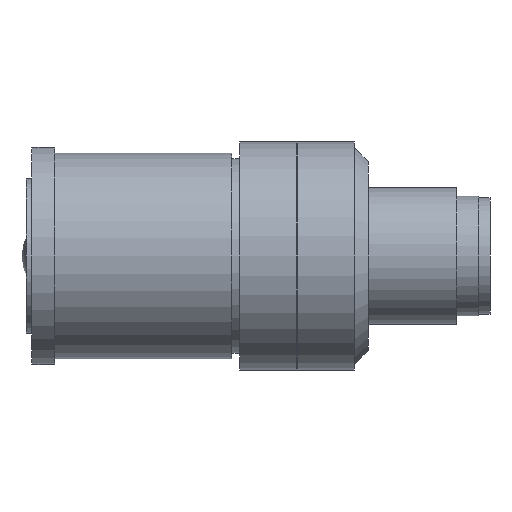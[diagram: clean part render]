
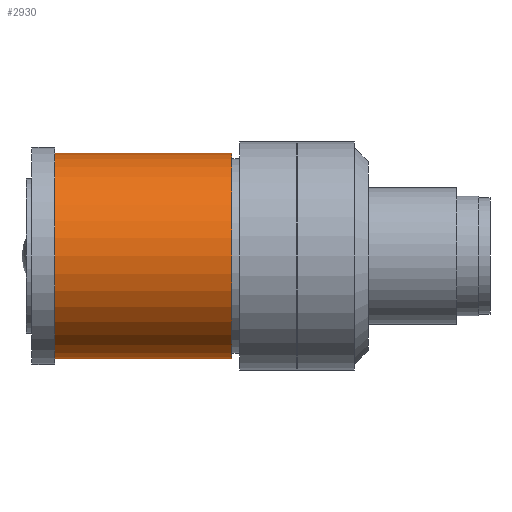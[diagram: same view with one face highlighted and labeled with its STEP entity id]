
A CAD part, left-side view. The second image highlights one B-rep face of the part: STEP entity #2930.
In plain terms, the highlighted cylindrical face has radius 9 mm (diameter 18 mm), a partial arc.
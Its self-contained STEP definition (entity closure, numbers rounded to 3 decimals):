
#1992=CARTESIAN_POINT('',(0.0,-15.5,9.0));
#1993=VERTEX_POINT('',#1992);
#1994=CARTESIAN_POINT('',(0.,0.0,9.0));
#1995=VERTEX_POINT('',#1994);
#1996=CARTESIAN_POINT('',(0.0,-15.5,9.0));
#1997=DIRECTION('',(0.0,1.0,0.0));
#1998=VECTOR('',#1997,15.5);
#1999=LINE('',#1996,#1998);
#2000=EDGE_CURVE('',#1993,#1995,#1999,.T.);
#2002=CARTESIAN_POINT('',(0.,-15.5,-9.0));
#2003=VERTEX_POINT('',#2002);
#2011=CARTESIAN_POINT('',(0.,0.0,-9.0));
#2012=VERTEX_POINT('',#2011);
#2013=CARTESIAN_POINT('',(0.,0.0,-9.0));
#2014=DIRECTION('',(0.0,-1.0,0.0));
#2015=VECTOR('',#2014,15.5);
#2016=LINE('',#2013,#2015);
#2017=EDGE_CURVE('',#2012,#2003,#2016,.T.);
#2892=CARTESIAN_POINT('',(0.0,0.0,0.0));
#2893=DIRECTION('',(0.0,1.0,0.0));
#2894=DIRECTION('',(0.0,0.0,1.0));
#2895=AXIS2_PLACEMENT_3D('',#2892,#2893,#2894);
#2896=CIRCLE('',#2895,9.0);
#2897=EDGE_CURVE('',#2012,#1995,#2896,.T.);
#2913=CARTESIAN_POINT('',(0.0,-7.75,0.0));
#2914=DIRECTION('',(0.0,1.0,0.0));
#2915=DIRECTION('',(0.0,0.0,1.0));
#2916=AXIS2_PLACEMENT_3D('',#2913,#2914,#2915);
#2917=CYLINDRICAL_SURFACE('',#2916,9.0);
#2918=ORIENTED_EDGE('',*,*,#2000,.T.);
#2919=ORIENTED_EDGE('',*,*,#2897,.F.);
#2920=ORIENTED_EDGE('',*,*,#2017,.T.);
#2921=CARTESIAN_POINT('',(0.0,-15.5,0.0));
#2922=DIRECTION('',(0.0,1.0,0.0));
#2923=DIRECTION('',(0.0,0.0,1.0));
#2924=AXIS2_PLACEMENT_3D('',#2921,#2922,#2923);
#2925=CIRCLE('',#2924,9.0);
#2926=EDGE_CURVE('',#2003,#1993,#2925,.T.);
#2927=ORIENTED_EDGE('',*,*,#2926,.T.);
#2928=EDGE_LOOP('',(#2918,#2919,#2920,#2927));
#2929=FACE_OUTER_BOUND('',#2928,.T.);
#2930=ADVANCED_FACE('',(#2929),#2917,.T.);
